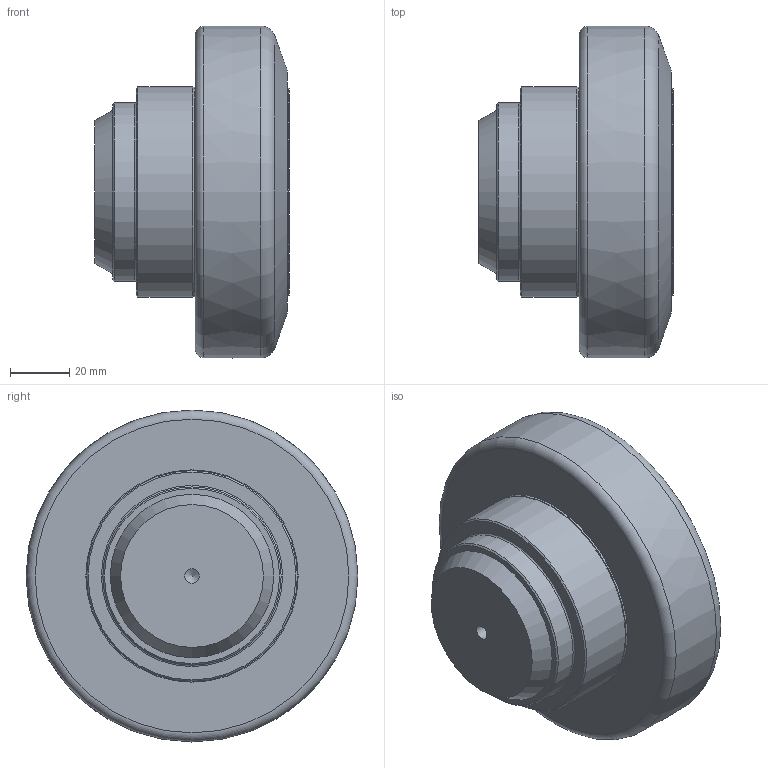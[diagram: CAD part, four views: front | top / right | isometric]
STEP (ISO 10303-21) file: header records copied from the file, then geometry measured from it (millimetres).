
FILE_DESCRIPTION(/* description */ ('-','CAx-IF Rec.Pracs.---Representation and Presentation of Product Manufacturing Information (PMI)---4.0---2014-10-13'),/* implementation_level */ '2;1');
FILE_NAME(/* name */ 'c81ff9bf-9ad8-458f-ad69-8d99e8a0118f.stp',/* time_stamp */ '2020-06-24T16:36:08+02:00',/* author */ ('-'),/* organization */ ('NTI CADcenter A/S'),/* preprocessor_version */ 'ST-DEVELOPER v18',/* originating_system */ 'Autodesk Inventor 2020',/* authorisation */ '-');
FILE_SCHEMA (('AP242_MANAGED_MODEL_BASED_3D_ENGINEERING_MIM_LF { 1 0 10303 442 1 1 4 }'));
Length unit declared in the file: millimetre
Products named in the file (1): PT110.0460_Kontur
Bounding box: 65.5 x 111.79 x 111.8 mm (x, y, z)
Volume: 366954.7 mm3; surface area: 58899.5 mm2
Topology: 2 solids, 2 shells, 86 faces, 235 edges, 169 vertices
Faces by surface type: plane 41, cylinder 26, cone 11, torus 7, bspline 1
Full cylindrical faces by diameter (mm): 3 x2, 4.5 x1, 4.917 x1, 12 x3, 12.4 x3, 60 x1, 63 x1, 69.3 x1, 70 x1, 70.5 x1, 71 x1, 71.5 x2, 75 x1, 77 x1, 78 x2, 79 x2, 83.3 x1
Entity records: 3257 total; most frequent: CARTESIAN_POINT 784, DIRECTION 512, ORIENTED_EDGE 468, EDGE_CURVE 234, AXIS2_PLACEMENT_3D 210, VERTEX_POINT 169, CIRCLE 124, EDGE_LOOP 111
